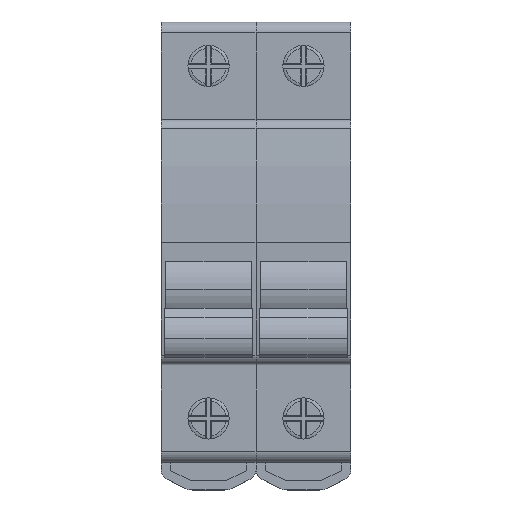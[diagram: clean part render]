
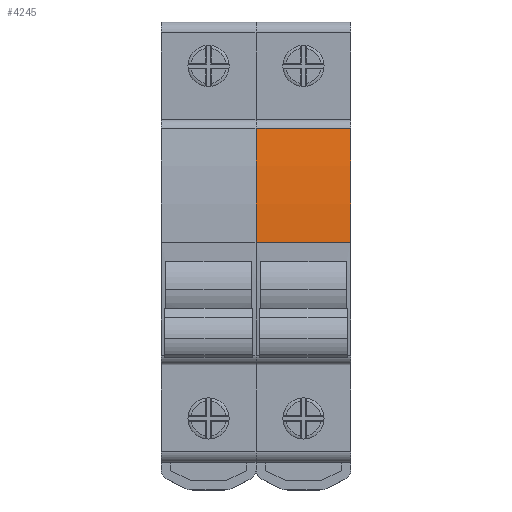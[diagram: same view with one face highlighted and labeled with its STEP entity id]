
A CAD part, top view. The second image highlights one B-rep face of the part: STEP entity #4245.
In plain terms, the highlighted cylindrical face has radius 122.659 mm (diameter 245.319 mm), a partial arc.
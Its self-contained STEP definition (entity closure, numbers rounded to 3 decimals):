
#314 = AXIS2_PLACEMENT_3D ( 'NONE', #8577, #9027, #2100 ) ;
#626 = CARTESIAN_POINT ( 'NONE',  ( 8.75, 0., 67.5 ) ) ;
#725 = CARTESIAN_POINT ( 'NONE',  ( 8.75, 0., -55.16 ) ) ;
#1289 = VECTOR ( 'NONE', #10410, 1000. ) ;
#2100 = DIRECTION ( 'NONE',  ( 0., 0., -1. ) ) ;
#2126 = EDGE_LOOP ( 'NONE', ( #6567, #8143, #3852, #5342 ) ) ;
#2301 = CARTESIAN_POINT ( 'NONE',  ( 8.75, 20.941, 65.699 ) ) ;
#2335 = CIRCLE ( 'NONE', #314, 122.66 ) ;
#2708 = EDGE_CURVE ( 'NONE', #6313, #9382, #2335, .T. ) ;
#3052 = DIRECTION ( 'NONE',  ( -1., 0., 0. ) ) ;
#3484 = LINE ( 'NONE', #3595, #1289 ) ;
#3588 = VERTEX_POINT ( 'NONE', #7402 ) ;
#3595 = CARTESIAN_POINT ( 'NONE',  ( 8.75, 20.941, 65.699 ) ) ;
#3852 = ORIENTED_EDGE ( 'NONE', *, *, #5760, .T. ) ;
#4245 = ADVANCED_FACE ( 'NONE', ( #7080 ), #7881, .T. ) ;
#4798 = CARTESIAN_POINT ( 'NONE',  ( -8.75, 0., -55.16 ) ) ;
#5187 = CARTESIAN_POINT ( 'NONE',  ( -8.75, 20.941, 65.699 ) ) ;
#5342 = ORIENTED_EDGE ( 'NONE', *, *, #5371, .T. ) ;
#5371 = EDGE_CURVE ( 'NONE', #10103, #3588, #10487, .T. ) ;
#5563 = AXIS2_PLACEMENT_3D ( 'NONE', #4798, #8341, #7369 ) ;
#5760 = EDGE_CURVE ( 'NONE', #6313, #10103, #3484, .T. ) ;
#6313 = VERTEX_POINT ( 'NONE', #2301 ) ;
#6567 = ORIENTED_EDGE ( 'NONE', *, *, #9067, .F. ) ;
#6857 = DIRECTION ( 'NONE',  ( -1., 0., 0. ) ) ;
#6976 = VECTOR ( 'NONE', #3052, 1000. ) ;
#7080 = FACE_OUTER_BOUND ( 'NONE', #2126, .T. ) ;
#7369 = DIRECTION ( 'NONE',  ( 0., 0., 1. ) ) ;
#7402 = CARTESIAN_POINT ( 'NONE',  ( -8.75, 0., 67.5 ) ) ;
#7881 = CYLINDRICAL_SURFACE ( 'NONE', #10850, 122.66 ) ;
#8143 = ORIENTED_EDGE ( 'NONE', *, *, #2708, .F. ) ;
#8341 = DIRECTION ( 'NONE',  ( 1., 0., 0. ) ) ;
#8577 = CARTESIAN_POINT ( 'NONE',  ( 8.75, 0., -55.16 ) ) ;
#9027 = DIRECTION ( 'NONE',  ( 1., 0., 0. ) ) ;
#9067 = EDGE_CURVE ( 'NONE', #9382, #3588, #11021, .T. ) ;
#9382 = VERTEX_POINT ( 'NONE', #626 ) ;
#9597 = DIRECTION ( 'NONE',  ( 0., 0., 1. ) ) ;
#10103 = VERTEX_POINT ( 'NONE', #5187 ) ;
#10153 = CARTESIAN_POINT ( 'NONE',  ( 8.75, 0., 67.5 ) ) ;
#10410 = DIRECTION ( 'NONE',  ( -1., 0., 0. ) ) ;
#10487 = CIRCLE ( 'NONE', #5563, 122.66 ) ;
#10850 = AXIS2_PLACEMENT_3D ( 'NONE', #725, #6857, #9597 ) ;
#11021 = LINE ( 'NONE', #10153, #6976 ) ;
